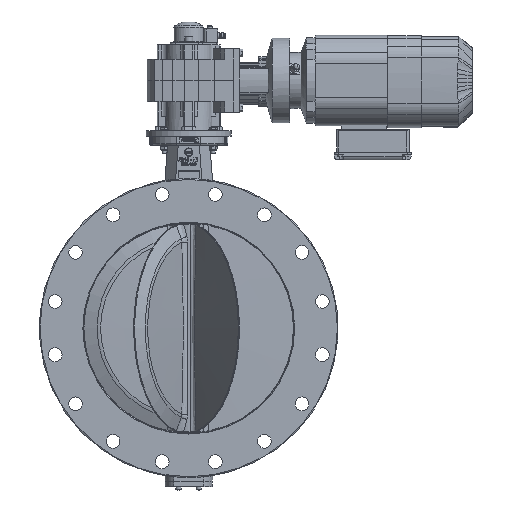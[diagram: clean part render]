
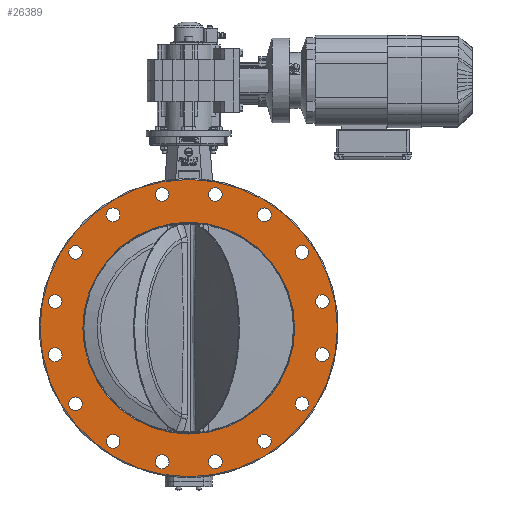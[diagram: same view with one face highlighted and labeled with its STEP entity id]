
A CAD part, front view. The second image highlights one B-rep face of the part: STEP entity #26389.
In plain terms, the highlighted planar face has unit normal (0, -1, 0).
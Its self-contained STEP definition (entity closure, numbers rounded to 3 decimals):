
#26186=CARTESIAN_POINT('',(0.,-37.5,254.6));
#26187=DIRECTION('',(0.0,1.0,0.0));
#26188=DIRECTION('',(0.0,0.0,1.0));
#26189=AXIS2_PLACEMENT_3D('',#26186,#26187,#26188);
#26190=PLANE('',#26189);
#26191=CARTESIAN_POINT('',(0.,-37.5,281.));
#26192=VERTEX_POINT('',#26191);
#26193=CARTESIAN_POINT('',(0.,-37.5,0.));
#26194=DIRECTION('',(0.0,-1.0,0.0));
#26195=DIRECTION('',(0.0,0.0,1.0));
#26196=AXIS2_PLACEMENT_3D('',#26193,#26194,#26195);
#26197=CIRCLE('',#26196,281.0);
#26198=EDGE_CURVE('',#26192,#26192,#26197,.T.);
#26199=ORIENTED_EDGE('',*,*,#26198,.T.);
#26200=EDGE_LOOP('',(#26199));
#26201=FACE_OUTER_BOUND('',#26200,.T.);
#26202=CARTESIAN_POINT('',(0.,-37.5,200.2));
#26203=VERTEX_POINT('',#26202);
#26204=CARTESIAN_POINT('',(0.,-37.5,0.));
#26205=DIRECTION('',(0.0,-1.0,0.0));
#26206=DIRECTION('',(0.0,0.0,-1.0));
#26207=AXIS2_PLACEMENT_3D('',#26204,#26205,#26206);
#26208=CIRCLE('',#26207,200.2);
#26209=EDGE_CURVE('',#26203,#26203,#26208,.T.);
#26210=ORIENTED_EDGE('',*,*,#26209,.F.);
#26211=EDGE_LOOP('',(#26210));
#26212=FACE_BOUND('',#26211,.T.);
#26213=CARTESIAN_POINT('',(265.552,-37.5,-50.236));
#26214=VERTEX_POINT('',#26213);
#26215=CARTESIAN_POINT('',(252.552,-37.5,-50.236));
#26216=DIRECTION('',(0.0,1.0,0.0));
#26217=DIRECTION('',(1.0,0.0,0.0));
#26218=AXIS2_PLACEMENT_3D('',#26215,#26216,#26217);
#26219=CIRCLE('',#26218,13.0);
#26220=EDGE_CURVE('',#26214,#26214,#26219,.T.);
#26221=ORIENTED_EDGE('',*,*,#26220,.T.);
#26222=EDGE_LOOP('',(#26221));
#26223=FACE_BOUND('',#26222,.T.);
#26224=CARTESIAN_POINT('',(227.103,-37.5,-143.059));
#26225=VERTEX_POINT('',#26224);
#26226=CARTESIAN_POINT('',(214.103,-37.5,-143.059));
#26227=DIRECTION('',(0.0,1.0,0.0));
#26228=DIRECTION('',(1.0,0.0,0.0));
#26229=AXIS2_PLACEMENT_3D('',#26226,#26227,#26228);
#26230=CIRCLE('',#26229,13.0);
#26231=EDGE_CURVE('',#26225,#26225,#26230,.T.);
#26232=ORIENTED_EDGE('',*,*,#26231,.T.);
#26233=EDGE_LOOP('',(#26232));
#26234=FACE_BOUND('',#26233,.T.);
#26235=CARTESIAN_POINT('',(156.059,-37.5,-214.103));
#26236=VERTEX_POINT('',#26235);
#26237=CARTESIAN_POINT('',(143.059,-37.5,-214.103));
#26238=DIRECTION('',(0.0,1.0,0.0));
#26239=DIRECTION('',(1.0,0.0,0.0));
#26240=AXIS2_PLACEMENT_3D('',#26237,#26238,#26239);
#26241=CIRCLE('',#26240,13.0);
#26242=EDGE_CURVE('',#26236,#26236,#26241,.T.);
#26243=ORIENTED_EDGE('',*,*,#26242,.T.);
#26244=EDGE_LOOP('',(#26243));
#26245=FACE_BOUND('',#26244,.T.);
#26246=CARTESIAN_POINT('',(63.236,-37.5,-252.552));
#26247=VERTEX_POINT('',#26246);
#26248=CARTESIAN_POINT('',(50.236,-37.5,-252.552));
#26249=DIRECTION('',(0.0,1.0,0.0));
#26250=DIRECTION('',(1.0,0.0,0.0));
#26251=AXIS2_PLACEMENT_3D('',#26248,#26249,#26250);
#26252=CIRCLE('',#26251,13.0);
#26253=EDGE_CURVE('',#26247,#26247,#26252,.T.);
#26254=ORIENTED_EDGE('',*,*,#26253,.T.);
#26255=EDGE_LOOP('',(#26254));
#26256=FACE_BOUND('',#26255,.T.);
#26257=CARTESIAN_POINT('',(-37.236,-37.5,-252.552));
#26258=VERTEX_POINT('',#26257);
#26259=CARTESIAN_POINT('',(-50.236,-37.5,-252.552));
#26260=DIRECTION('',(0.0,1.0,0.0));
#26261=DIRECTION('',(1.0,0.0,0.0));
#26262=AXIS2_PLACEMENT_3D('',#26259,#26260,#26261);
#26263=CIRCLE('',#26262,13.0);
#26264=EDGE_CURVE('',#26258,#26258,#26263,.T.);
#26265=ORIENTED_EDGE('',*,*,#26264,.T.);
#26266=EDGE_LOOP('',(#26265));
#26267=FACE_BOUND('',#26266,.T.);
#26268=CARTESIAN_POINT('',(-130.059,-37.5,-214.103));
#26269=VERTEX_POINT('',#26268);
#26270=CARTESIAN_POINT('',(-143.059,-37.5,-214.103));
#26271=DIRECTION('',(0.0,1.0,0.0));
#26272=DIRECTION('',(1.0,0.0,0.0));
#26273=AXIS2_PLACEMENT_3D('',#26270,#26271,#26272);
#26274=CIRCLE('',#26273,13.0);
#26275=EDGE_CURVE('',#26269,#26269,#26274,.T.);
#26276=ORIENTED_EDGE('',*,*,#26275,.T.);
#26277=EDGE_LOOP('',(#26276));
#26278=FACE_BOUND('',#26277,.T.);
#26279=CARTESIAN_POINT('',(-201.103,-37.5,-143.059));
#26280=VERTEX_POINT('',#26279);
#26281=CARTESIAN_POINT('',(-214.103,-37.5,-143.059));
#26282=DIRECTION('',(0.0,1.0,0.0));
#26283=DIRECTION('',(1.0,0.0,0.0));
#26284=AXIS2_PLACEMENT_3D('',#26281,#26282,#26283);
#26285=CIRCLE('',#26284,13.0);
#26286=EDGE_CURVE('',#26280,#26280,#26285,.T.);
#26287=ORIENTED_EDGE('',*,*,#26286,.T.);
#26288=EDGE_LOOP('',(#26287));
#26289=FACE_BOUND('',#26288,.T.);
#26290=CARTESIAN_POINT('',(-239.552,-37.5,-50.236));
#26291=VERTEX_POINT('',#26290);
#26292=CARTESIAN_POINT('',(-252.552,-37.5,-50.236));
#26293=DIRECTION('',(0.0,1.0,0.0));
#26294=DIRECTION('',(1.0,0.0,0.0));
#26295=AXIS2_PLACEMENT_3D('',#26292,#26293,#26294);
#26296=CIRCLE('',#26295,13.0);
#26297=EDGE_CURVE('',#26291,#26291,#26296,.T.);
#26298=ORIENTED_EDGE('',*,*,#26297,.T.);
#26299=EDGE_LOOP('',(#26298));
#26300=FACE_BOUND('',#26299,.T.);
#26301=CARTESIAN_POINT('',(-239.552,-37.5,50.236));
#26302=VERTEX_POINT('',#26301);
#26303=CARTESIAN_POINT('',(-252.552,-37.5,50.236));
#26304=DIRECTION('',(0.0,1.0,0.0));
#26305=DIRECTION('',(1.0,0.0,0.0));
#26306=AXIS2_PLACEMENT_3D('',#26303,#26304,#26305);
#26307=CIRCLE('',#26306,13.0);
#26308=EDGE_CURVE('',#26302,#26302,#26307,.T.);
#26309=ORIENTED_EDGE('',*,*,#26308,.T.);
#26310=EDGE_LOOP('',(#26309));
#26311=FACE_BOUND('',#26310,.T.);
#26312=CARTESIAN_POINT('',(-201.103,-37.5,143.059));
#26313=VERTEX_POINT('',#26312);
#26314=CARTESIAN_POINT('',(-214.103,-37.5,143.059));
#26315=DIRECTION('',(0.0,1.0,0.0));
#26316=DIRECTION('',(1.0,0.0,0.0));
#26317=AXIS2_PLACEMENT_3D('',#26314,#26315,#26316);
#26318=CIRCLE('',#26317,13.0);
#26319=EDGE_CURVE('',#26313,#26313,#26318,.T.);
#26320=ORIENTED_EDGE('',*,*,#26319,.T.);
#26321=EDGE_LOOP('',(#26320));
#26322=FACE_BOUND('',#26321,.T.);
#26323=CARTESIAN_POINT('',(-130.059,-37.5,214.103));
#26324=VERTEX_POINT('',#26323);
#26325=CARTESIAN_POINT('',(-143.059,-37.5,214.103));
#26326=DIRECTION('',(0.0,1.0,0.0));
#26327=DIRECTION('',(1.0,0.0,0.0));
#26328=AXIS2_PLACEMENT_3D('',#26325,#26326,#26327);
#26329=CIRCLE('',#26328,13.0);
#26330=EDGE_CURVE('',#26324,#26324,#26329,.T.);
#26331=ORIENTED_EDGE('',*,*,#26330,.T.);
#26332=EDGE_LOOP('',(#26331));
#26333=FACE_BOUND('',#26332,.T.);
#26334=CARTESIAN_POINT('',(-37.236,-37.5,252.552));
#26335=VERTEX_POINT('',#26334);
#26336=CARTESIAN_POINT('',(-50.236,-37.5,252.552));
#26337=DIRECTION('',(0.0,1.0,0.0));
#26338=DIRECTION('',(1.0,0.0,0.0));
#26339=AXIS2_PLACEMENT_3D('',#26336,#26337,#26338);
#26340=CIRCLE('',#26339,13.0);
#26341=EDGE_CURVE('',#26335,#26335,#26340,.T.);
#26342=ORIENTED_EDGE('',*,*,#26341,.T.);
#26343=EDGE_LOOP('',(#26342));
#26344=FACE_BOUND('',#26343,.T.);
#26345=CARTESIAN_POINT('',(63.236,-37.5,252.552));
#26346=VERTEX_POINT('',#26345);
#26347=CARTESIAN_POINT('',(50.236,-37.5,252.552));
#26348=DIRECTION('',(0.0,1.0,0.0));
#26349=DIRECTION('',(1.0,0.0,0.0));
#26350=AXIS2_PLACEMENT_3D('',#26347,#26348,#26349);
#26351=CIRCLE('',#26350,13.0);
#26352=EDGE_CURVE('',#26346,#26346,#26351,.T.);
#26353=ORIENTED_EDGE('',*,*,#26352,.T.);
#26354=EDGE_LOOP('',(#26353));
#26355=FACE_BOUND('',#26354,.T.);
#26356=CARTESIAN_POINT('',(156.059,-37.5,214.103));
#26357=VERTEX_POINT('',#26356);
#26358=CARTESIAN_POINT('',(143.059,-37.5,214.103));
#26359=DIRECTION('',(0.0,1.0,0.0));
#26360=DIRECTION('',(1.0,0.0,0.0));
#26361=AXIS2_PLACEMENT_3D('',#26358,#26359,#26360);
#26362=CIRCLE('',#26361,13.0);
#26363=EDGE_CURVE('',#26357,#26357,#26362,.T.);
#26364=ORIENTED_EDGE('',*,*,#26363,.T.);
#26365=EDGE_LOOP('',(#26364));
#26366=FACE_BOUND('',#26365,.T.);
#26367=CARTESIAN_POINT('',(227.103,-37.5,143.059));
#26368=VERTEX_POINT('',#26367);
#26369=CARTESIAN_POINT('',(214.103,-37.5,143.059));
#26370=DIRECTION('',(0.0,1.0,0.0));
#26371=DIRECTION('',(1.0,0.0,0.0));
#26372=AXIS2_PLACEMENT_3D('',#26369,#26370,#26371);
#26373=CIRCLE('',#26372,13.0);
#26374=EDGE_CURVE('',#26368,#26368,#26373,.T.);
#26375=ORIENTED_EDGE('',*,*,#26374,.T.);
#26376=EDGE_LOOP('',(#26375));
#26377=FACE_BOUND('',#26376,.T.);
#26378=CARTESIAN_POINT('',(265.552,-37.5,50.236));
#26379=VERTEX_POINT('',#26378);
#26380=CARTESIAN_POINT('',(252.552,-37.5,50.236));
#26381=DIRECTION('',(0.0,1.0,0.0));
#26382=DIRECTION('',(1.0,0.0,0.0));
#26383=AXIS2_PLACEMENT_3D('',#26380,#26381,#26382);
#26384=CIRCLE('',#26383,13.0);
#26385=EDGE_CURVE('',#26379,#26379,#26384,.T.);
#26386=ORIENTED_EDGE('',*,*,#26385,.T.);
#26387=EDGE_LOOP('',(#26386));
#26388=FACE_BOUND('',#26387,.T.);
#26389=ADVANCED_FACE('',(#26201,#26212,#26223,#26234,#26245,#26256,#26267,#26278,#26289,#26300,#26311,#26322,#26333,#26344,#26355,#26366,#26377,#26388),#26190,.F.);
